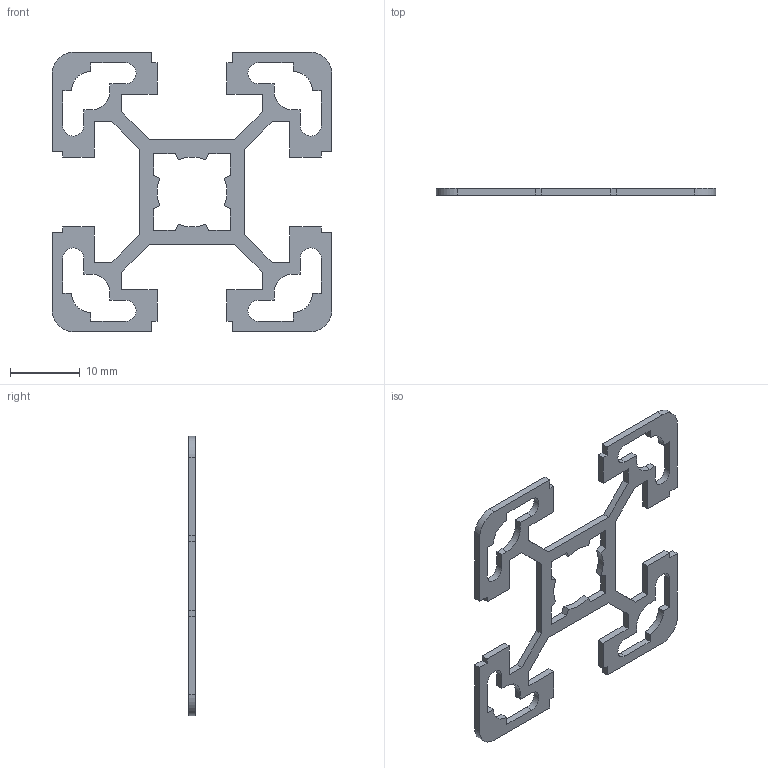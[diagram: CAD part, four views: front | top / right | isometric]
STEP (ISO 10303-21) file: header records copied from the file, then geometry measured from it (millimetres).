
FILE_DESCRIPTION(/* description */ ('BSB Aluminum Profile 40x40-L'),/* implementation_level */ '2;1');
FILE_NAME(/* name */ '1007533.ipt.stp',/* time_stamp */ '2020-04-01T16:46:14+02:00',/* author */ ('Dv/dE'),/* organization */ (''),/* preprocessor_version */ 'ST-DEVELOPER v16.5',/* originating_system */ 'Autodesk Inventor 2017',/* authorisation */ '');
FILE_SCHEMA (('AUTOMOTIVE_DESIGN { 1 0 10303 214 3 1 1 }'));
Length unit declared in the file: millimetre
Products named in the file (1): 1007533
Bounding box: 40 x 1 x 40 mm (x, y, z)
Volume: 555.8 mm3; surface area: 1626.2 mm2
Topology: 1 solids, 1 shells, 134 faces, 396 edges, 264 vertices
Faces by surface type: plane 110, cylinder 24
Entity records: 4478 total; most frequent: CARTESIAN_POINT 795, ORIENTED_EDGE 792, DIRECTION 714, EDGE_CURVE 396, LINE 348, VECTOR 348, VERTEX_POINT 264, AXIS2_PLACEMENT_3D 183
